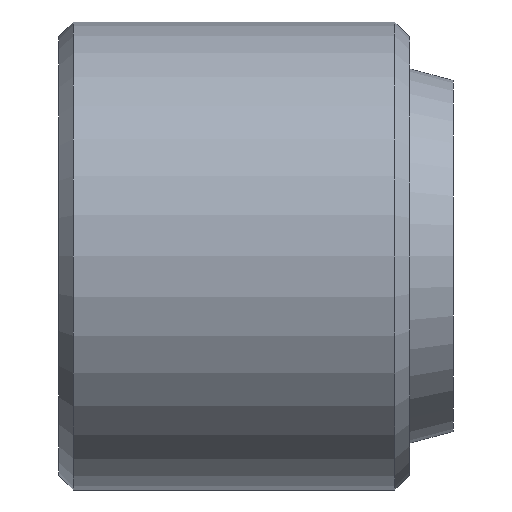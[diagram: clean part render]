
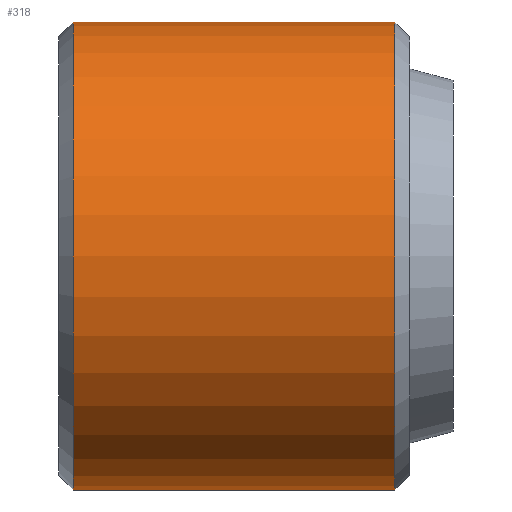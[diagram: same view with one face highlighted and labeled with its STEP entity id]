
A CAD part, front view. The second image highlights one B-rep face of the part: STEP entity #318.
In plain terms, the highlighted cylindrical face has radius 8 mm (diameter 16 mm), a full revolution.
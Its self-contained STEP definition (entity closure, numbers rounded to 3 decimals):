
#80=B_SPLINE_CURVE_WITH_KNOTS('',3,(#522,#523,#524,#525,#526,#527,#528),
 .UNSPECIFIED.,.F.,.F.,(4,1,1,1,4),(0.014,0.015,
0.017,0.018,0.019),.UNSPECIFIED.);
#81=B_SPLINE_CURVE_WITH_KNOTS('',3,(#531,#532,#533,#534,#535),
 .UNSPECIFIED.,.F.,.F.,(4,1,4),(0.011,0.012,0.013),
 .UNSPECIFIED.);
#82=B_SPLINE_CURVE_WITH_KNOTS('',3,(#537,#538,#539,#540,#541,#542,#543),
 .UNSPECIFIED.,.F.,.F.,(4,1,1,1,4),(0.007,0.008,
0.009,0.011,0.012),
 .UNSPECIFIED.);
#83=B_SPLINE_CURVE_WITH_KNOTS('',3,(#545,#546,#547,#548,#549),
 .UNSPECIFIED.,.F.,.F.,(4,1,4),(0.004,0.005,
0.006),.UNSPECIFIED.);
#90=ORIENTED_EDGE('',*,*,#168,.F.);
#91=ORIENTED_EDGE('',*,*,#169,.F.);
#92=ORIENTED_EDGE('',*,*,#170,.F.);
#93=ORIENTED_EDGE('',*,*,#171,.F.);
#94=ORIENTED_EDGE('',*,*,#172,.F.);
#95=ORIENTED_EDGE('',*,*,#173,.T.);
#168=EDGE_CURVE('',#207,#207,#233,.T.);
#169=EDGE_CURVE('',#208,#209,#80,.T.);
#170=EDGE_CURVE('',#210,#208,#81,.T.);
#171=EDGE_CURVE('',#211,#210,#82,.T.);
#172=EDGE_CURVE('',#209,#211,#83,.T.);
#173=EDGE_CURVE('',#212,#212,#234,.T.);
#207=VERTEX_POINT('',#521);
#208=VERTEX_POINT('',#529);
#209=VERTEX_POINT('',#530);
#210=VERTEX_POINT('',#536);
#211=VERTEX_POINT('',#544);
#212=VERTEX_POINT('',#551);
#233=CIRCLE('',#357,8.);
#234=CIRCLE('',#358,8.);
#247=EDGE_LOOP('',(#90));
#248=EDGE_LOOP('',(#91,#92,#93,#94));
#249=EDGE_LOOP('',(#95));
#281=FACE_BOUND('',#247,.T.);
#282=FACE_BOUND('',#248,.T.);
#283=FACE_BOUND('',#249,.T.);
#314=CYLINDRICAL_SURFACE('',#356,8.);
#318=ADVANCED_FACE('',(#281,#282,#283),#314,.T.);
#356=AXIS2_PLACEMENT_3D('',#519,#397,#398);
#357=AXIS2_PLACEMENT_3D('',#520,#399,#400);
#358=AXIS2_PLACEMENT_3D('',#550,#401,#402);
#397=DIRECTION('',(1.,0.,0.));
#398=DIRECTION('',(0.,0.,-1.));
#399=DIRECTION('',(1.,0.,0.));
#400=DIRECTION('',(0.,0.,-1.));
#401=DIRECTION('',(1.,0.,0.));
#402=DIRECTION('',(0.,0.,-1.));
#519=CARTESIAN_POINT('',(13.5,0.,0.));
#520=CARTESIAN_POINT('',(11.5,0.,0.));
#521=CARTESIAN_POINT('',(11.5,0.,-8.));
#522=CARTESIAN_POINT('',(2.895,7.755,-1.966));
#523=CARTESIAN_POINT('',(2.506,7.798,-1.796));
#524=CARTESIAN_POINT('',(1.805,7.923,-1.271));
#525=CARTESIAN_POINT('',(1.348,8.038,-0.005));
#526=CARTESIAN_POINT('',(1.802,7.923,1.27));
#527=CARTESIAN_POINT('',(2.506,7.798,1.796));
#528=CARTESIAN_POINT('',(2.895,7.755,1.966));
#529=CARTESIAN_POINT('',(2.895,7.755,-1.966));
#530=CARTESIAN_POINT('',(2.895,7.755,1.966));
#531=CARTESIAN_POINT('',(5.105,7.755,-1.966));
#532=CARTESIAN_POINT('',(4.796,7.693,-2.211));
#533=CARTESIAN_POINT('',(4.001,7.59,-2.525));
#534=CARTESIAN_POINT('',(3.206,7.692,-2.212));
#535=CARTESIAN_POINT('',(2.895,7.755,-1.966));
#536=CARTESIAN_POINT('',(5.105,7.755,-1.966));
#537=CARTESIAN_POINT('',(5.105,7.755,1.966));
#538=CARTESIAN_POINT('',(5.495,7.798,1.796));
#539=CARTESIAN_POINT('',(6.193,7.922,1.272));
#540=CARTESIAN_POINT('',(6.652,8.039,0.008));
#541=CARTESIAN_POINT('',(6.198,7.923,-1.27));
#542=CARTESIAN_POINT('',(5.494,7.798,-1.796));
#543=CARTESIAN_POINT('',(5.105,7.755,-1.966));
#544=CARTESIAN_POINT('',(5.105,7.755,1.966));
#545=CARTESIAN_POINT('',(2.895,7.755,1.966));
#546=CARTESIAN_POINT('',(3.204,7.693,2.21));
#547=CARTESIAN_POINT('',(3.999,7.59,2.525));
#548=CARTESIAN_POINT('',(4.793,7.692,2.213));
#549=CARTESIAN_POINT('',(5.105,7.755,1.966));
#550=CARTESIAN_POINT('',(0.5,0.,0.));
#551=CARTESIAN_POINT('',(0.5,0.,-8.));
